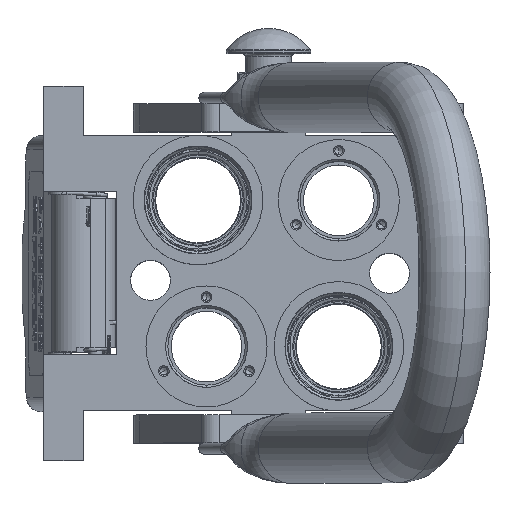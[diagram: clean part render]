
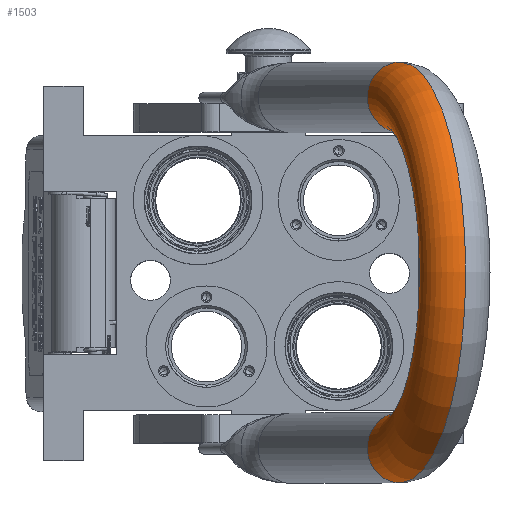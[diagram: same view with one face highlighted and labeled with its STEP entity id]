
A CAD part, top view. The second image highlights one B-rep face of the part: STEP entity #1503.
In plain terms, the highlighted toroidal (fillet/blend) face has major radius 62.25 mm and minor radius 12.5 mm.
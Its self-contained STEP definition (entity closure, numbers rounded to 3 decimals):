
#1503 = ADVANCED_FACE ( 'NONE', ( #23348 ), #92431, .T. ) ;
#2349 = CARTESIAN_POINT ( 'NONE',  ( -74.75, 0., 125.25 ) ) ;
#3045 = DIRECTION ( 'NONE',  ( 1., 0., 0. ) ) ;
#4868 = ORIENTED_EDGE ( 'NONE', *, *, #108302, .F. ) ;
#8380 = ORIENTED_EDGE ( 'NONE', *, *, #59602, .T. ) ;
#12775 = ORIENTED_EDGE ( 'NONE', *, *, #70757, .F. ) ;
#13521 = CIRCLE ( 'NONE', #71672, 12.5 ) ;
#16746 = VERTEX_POINT ( 'NONE', #2349 ) ;
#21657 = CIRCLE ( 'NONE', #24661, 49.75 ) ;
#23348 = FACE_OUTER_BOUND ( 'NONE', #101987, .T. ) ;
#24661 = AXIS2_PLACEMENT_3D ( 'NONE', #28240, #76029, #84421 ) ;
#27432 = DIRECTION ( 'NONE',  ( -1., 0., 0. ) ) ;
#28240 = CARTESIAN_POINT ( 'NONE',  ( 0., 0., 125.25 ) ) ;
#34145 = CARTESIAN_POINT ( 'NONE',  ( 74.75, 0., 125.25 ) ) ;
#34714 = DIRECTION ( 'NONE',  ( 1., 0., 0. ) ) ;
#34795 = CARTESIAN_POINT ( 'NONE',  ( -62.25, 0., 125.25 ) ) ;
#38459 = AXIS2_PLACEMENT_3D ( 'NONE', #78239, #61861, #3045 ) ;
#40964 = CARTESIAN_POINT ( 'NONE',  ( 49.75, 0., 125.25 ) ) ;
#48547 = ORIENTED_EDGE ( 'NONE', *, *, #61991, .T. ) ;
#49048 = CIRCLE ( 'NONE', #56812, 74.75 ) ;
#53996 = DIRECTION ( 'NONE',  ( -1., 0., 0. ) ) ;
#56812 = AXIS2_PLACEMENT_3D ( 'NONE', #70392, #62015, #53996 ) ;
#59602 = EDGE_CURVE ( 'NONE', #96289, #71876, #21657, .T. ) ;
#59621 = DIRECTION ( 'NONE',  ( 0., 0., 1. ) ) ;
#60235 = DIRECTION ( 'NONE',  ( 0., 1., 0. ) ) ;
#61861 = DIRECTION ( 'NONE',  ( 0., 0., -1. ) ) ;
#61991 = EDGE_CURVE ( 'NONE', #16746, #96289, #13521, .T. ) ;
#62015 = DIRECTION ( 'NONE',  ( 0., 1., 0. ) ) ;
#70392 = CARTESIAN_POINT ( 'NONE',  ( 0., 0., 125.25 ) ) ;
#70757 = EDGE_CURVE ( 'NONE', #16746, #74599, #49048, .T. ) ;
#71672 = AXIS2_PLACEMENT_3D ( 'NONE', #34795, #59621, #27432 ) ;
#71876 = VERTEX_POINT ( 'NONE', #40964 ) ;
#74599 = VERTEX_POINT ( 'NONE', #34145 ) ;
#76029 = DIRECTION ( 'NONE',  ( 0., 1., 0. ) ) ;
#78239 = CARTESIAN_POINT ( 'NONE',  ( 62.25, 0., 125.25 ) ) ;
#84421 = DIRECTION ( 'NONE',  ( -1., 0., 0. ) ) ;
#84545 = AXIS2_PLACEMENT_3D ( 'NONE', #101386, #60235, #34714 ) ;
#85999 = CARTESIAN_POINT ( 'NONE',  ( -49.75, 0., 125.25 ) ) ;
#92431 = TOROIDAL_SURFACE ( 'NONE', #84545, 62.25, 12.5 ) ;
#96150 = CIRCLE ( 'NONE', #38459, 12.5 ) ;
#96289 = VERTEX_POINT ( 'NONE', #85999 ) ;
#101386 = CARTESIAN_POINT ( 'NONE',  ( 0., 0., 125.25 ) ) ;
#101987 = EDGE_LOOP ( 'NONE', ( #8380, #4868, #12775, #48547 ) ) ;
#108302 = EDGE_CURVE ( 'NONE', #74599, #71876, #96150, .T. ) ;
